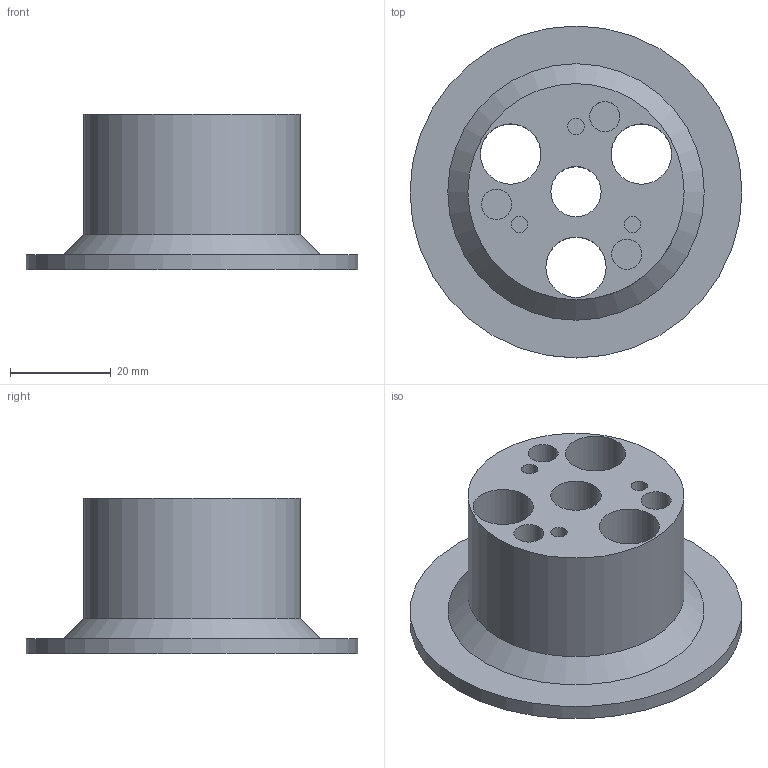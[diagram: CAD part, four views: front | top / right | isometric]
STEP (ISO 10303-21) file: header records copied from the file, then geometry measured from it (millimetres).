
FILE_DESCRIPTION(('FreeCAD Model'),'2;1');
FILE_NAME('Open CASCADE Shape Model','2024-11-08T21:11:56',(''),(''), 'Open CASCADE STEP processor 7.7','FreeCAD','Unknown');
FILE_SCHEMA(('AUTOMOTIVE_DESIGN { 1 0 10303 214 1 1 1 1 }'));
Length unit declared in the file: millimetre
Products named in the file (1): Bottom
Bounding box: 66 x 66 x 31 mm (x, y, z)
Volume: 38545.6 mm3; surface area: 15034.6 mm2
Topology: 1 solids, 1 shells, 22 faces, 38 edges, 25 vertices
Faces by surface type: cylinder 12, plane 9, cone 1
Full cylindrical faces by diameter (mm): 3.25 x3, 6 x3, 10 x1, 12 x3, 43 x1, 66 x1
Entity records: 577 total; most frequent: DIRECTION 109, CARTESIAN_POINT 86, ORIENTED_EDGE 76, AXIS2_PLACEMENT_3D 48, EDGE_CURVE 38, FACE_BOUND 37, EDGE_LOOP 37, VERTEX_POINT 25
